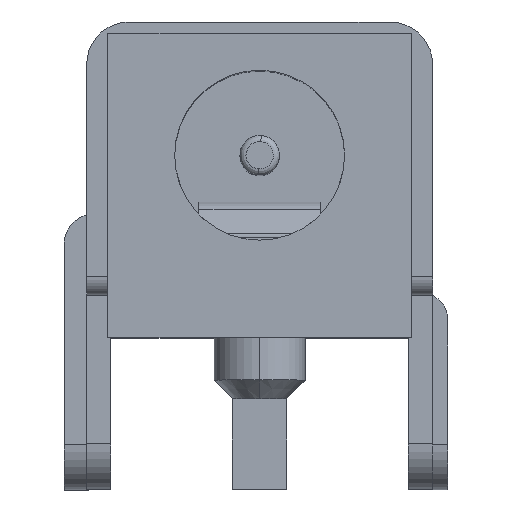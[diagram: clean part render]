
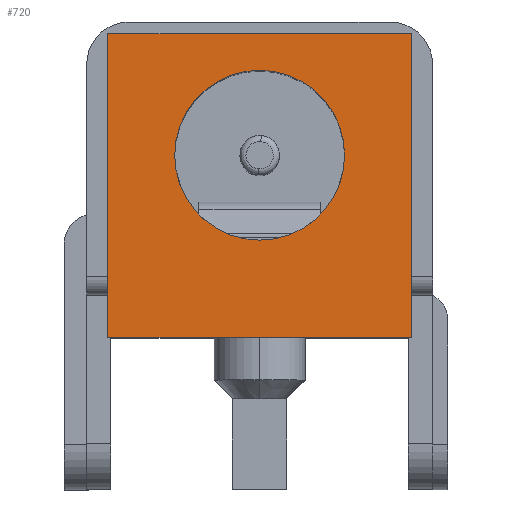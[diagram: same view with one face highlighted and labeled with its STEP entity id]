
A CAD part, top view. The second image highlights one B-rep face of the part: STEP entity #720.
In plain terms, the highlighted planar face has unit normal (0, 0, 1).
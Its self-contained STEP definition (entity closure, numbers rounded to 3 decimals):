
#359 = DIRECTION ( 'NONE',  ( 0., 0., 1. ) ) ;
#395 = LINE ( 'NONE', #1242, #5077 ) ;
#667 = CARTESIAN_POINT ( 'NONE',  ( -2.5, -3., 0. ) ) ;
#720 = ADVANCED_FACE ( 'NONE', ( #2631, #3590 ), #4327, .T. ) ;
#806 = EDGE_CURVE ( 'NONE', #5422, #9550, #3817, .T. ) ;
#828 = EDGE_CURVE ( 'NONE', #9550, #5422, #6143, .T. ) ;
#831 = DIRECTION ( 'NONE',  ( 0., -1., 0. ) ) ;
#1095 = EDGE_LOOP ( 'NONE', ( #6997, #3427, #9013, #9363 ) ) ;
#1242 = CARTESIAN_POINT ( 'NONE',  ( 0., -3., 0. ) ) ;
#1521 = EDGE_CURVE ( 'NONE', #7875, #6144, #1560, .T. ) ;
#1560 = LINE ( 'NONE', #4184, #11026 ) ;
#1737 = DIRECTION ( 'NONE',  ( -1., 0., 0. ) ) ;
#1822 = VERTEX_POINT ( 'NONE', #5790 ) ;
#2100 = EDGE_CURVE ( 'NONE', #6144, #4931, #395, .T. ) ;
#2631 = FACE_BOUND ( 'NONE', #5176, .T. ) ;
#2714 = ORIENTED_EDGE ( 'NONE', *, *, #806, .F. ) ;
#2782 = DIRECTION ( 'NONE',  ( 1., 0., 0. ) ) ;
#2855 = CARTESIAN_POINT ( 'NONE',  ( -1.4, 0., 0. ) ) ;
#2882 = VECTOR ( 'NONE', #1737, 1000. ) ;
#2921 = AXIS2_PLACEMENT_3D ( 'NONE', #5472, #359, #6417 ) ;
#3202 = VECTOR ( 'NONE', #9436, 1000. ) ;
#3322 = CARTESIAN_POINT ( 'NONE',  ( 2.5, -0.5, 0. ) ) ;
#3427 = ORIENTED_EDGE ( 'NONE', *, *, #2100, .T. ) ;
#3590 = FACE_OUTER_BOUND ( 'NONE', #1095, .T. ) ;
#3733 = DIRECTION ( 'NONE',  ( 1., 0., 0. ) ) ;
#3817 = CIRCLE ( 'NONE', #2921, 1.4 ) ;
#3887 = DIRECTION ( 'NONE',  ( 0., 0., 1. ) ) ;
#4184 = CARTESIAN_POINT ( 'NONE',  ( -2.5, -0.5, 0. ) ) ;
#4277 = EDGE_CURVE ( 'NONE', #4931, #1822, #5058, .T. ) ;
#4327 = PLANE ( 'NONE',  #5773 ) ;
#4457 = CARTESIAN_POINT ( 'NONE',  ( 2.5, -3., 0. ) ) ;
#4931 = VERTEX_POINT ( 'NONE', #4457 ) ;
#5058 = LINE ( 'NONE', #3322, #3202 ) ;
#5077 = VECTOR ( 'NONE', #8192, 1000. ) ;
#5118 = EDGE_CURVE ( 'NONE', #1822, #7875, #7509, .T. ) ;
#5123 = ORIENTED_EDGE ( 'NONE', *, *, #828, .F. ) ;
#5176 = EDGE_LOOP ( 'NONE', ( #2714, #5123 ) ) ;
#5414 = CARTESIAN_POINT ( 'NONE',  ( 0., 0., 0. ) ) ;
#5422 = VERTEX_POINT ( 'NONE', #8330 ) ;
#5472 = CARTESIAN_POINT ( 'NONE',  ( 0., 0., 0. ) ) ;
#5773 = AXIS2_PLACEMENT_3D ( 'NONE', #6075, #8670, #2782 ) ;
#5790 = CARTESIAN_POINT ( 'NONE',  ( 2.5, 2., 0. ) ) ;
#6075 = CARTESIAN_POINT ( 'NONE',  ( -2.5, -3., 0. ) ) ;
#6143 = CIRCLE ( 'NONE', #10442, 1.4 ) ;
#6144 = VERTEX_POINT ( 'NONE', #667 ) ;
#6388 = CARTESIAN_POINT ( 'NONE',  ( -2.5, 2., 0. ) ) ;
#6417 = DIRECTION ( 'NONE',  ( 1., 0., 0. ) ) ;
#6997 = ORIENTED_EDGE ( 'NONE', *, *, #1521, .T. ) ;
#7509 = LINE ( 'NONE', #8349, #2882 ) ;
#7875 = VERTEX_POINT ( 'NONE', #6388 ) ;
#8192 = DIRECTION ( 'NONE',  ( 1., 0., 0. ) ) ;
#8330 = CARTESIAN_POINT ( 'NONE',  ( 1.4, 0., 0. ) ) ;
#8349 = CARTESIAN_POINT ( 'NONE',  ( 0., 2., 0. ) ) ;
#8670 = DIRECTION ( 'NONE',  ( 0., 0., 1. ) ) ;
#9013 = ORIENTED_EDGE ( 'NONE', *, *, #4277, .T. ) ;
#9363 = ORIENTED_EDGE ( 'NONE', *, *, #5118, .T. ) ;
#9436 = DIRECTION ( 'NONE',  ( 0., 1., 0. ) ) ;
#9550 = VERTEX_POINT ( 'NONE', #2855 ) ;
#10442 = AXIS2_PLACEMENT_3D ( 'NONE', #5414, #3887, #3733 ) ;
#11026 = VECTOR ( 'NONE', #831, 1000. ) ;
